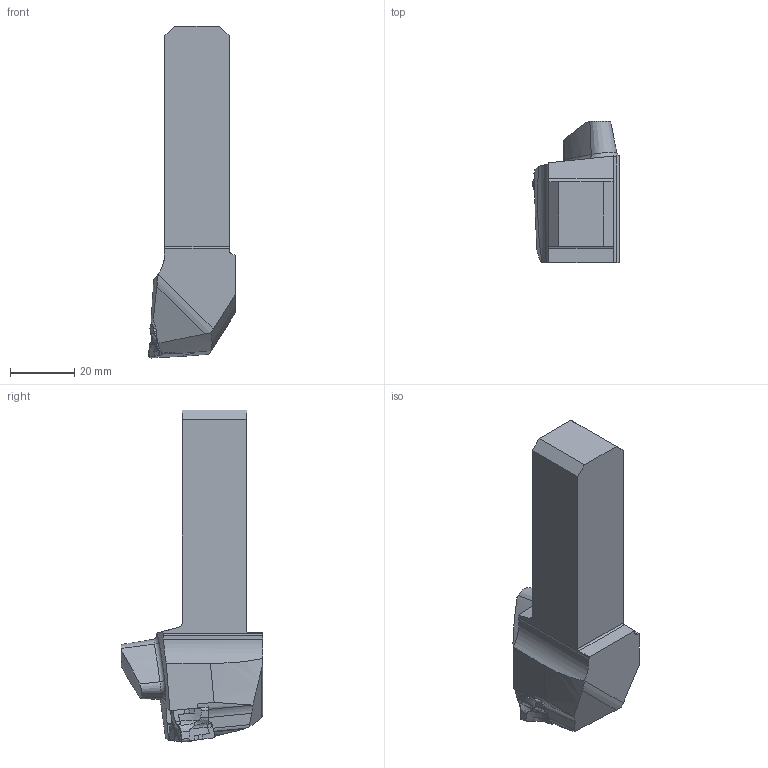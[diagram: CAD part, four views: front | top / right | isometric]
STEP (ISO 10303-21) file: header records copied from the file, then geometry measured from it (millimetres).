
FILE_DESCRIPTION(/* description */ (''),/* implementation_level */ '2;1');
FILE_NAME(/* name */ '1643807336628.stp',/* time_stamp */ '2022-02-02T18:39:13+05:00',/* author */ (''),/* organization */ ('SMS'),/* preprocessor_version */ 'ST-DEVELOPER v16.7',/* originating_system */ 'SIEMENS PLM Software NX 12.0',/* authorisation */ '');
FILE_SCHEMA (('AUTOMOTIVE_DESIGN { 1 0 10303 214 3 1 1 1 }'));
Length unit declared in the file: millimetre
Products named in the file (4): 203724673mod000_00; ASSEMBLY_CONSTRUCTION; 203631925mod000_00; 203724576mod000_00
Assembly tree (3 placements, depth 2):
  203724576mod000_00
    203631925mod000_00
    ASSEMBLY_CONSTRUCTION
    203724673mod000_00
Bounding box: 26.96 x 43.86 x 103 mm (x, y, z)
Volume: 50391.2 mm3; surface area: 11042.4 mm2
Topology: 2 solids, 2 shells, 189 faces, 535 edges, 357 vertices
Faces by surface type: plane 90, cylinder 59, extrusion 16, bspline 12, cone 6, torus 6
Entity records: 9386 total; most frequent: CARTESIAN_POINT 4554, ORIENTED_EDGE 1068, DIRECTION 862, EDGE_CURVE 534, VERTEX_POINT 349, AXIS2_PLACEMENT_3D 290, VECTOR 282, LINE 266
